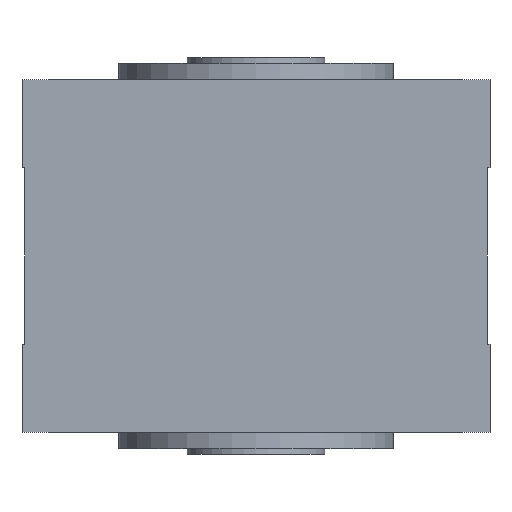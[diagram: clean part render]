
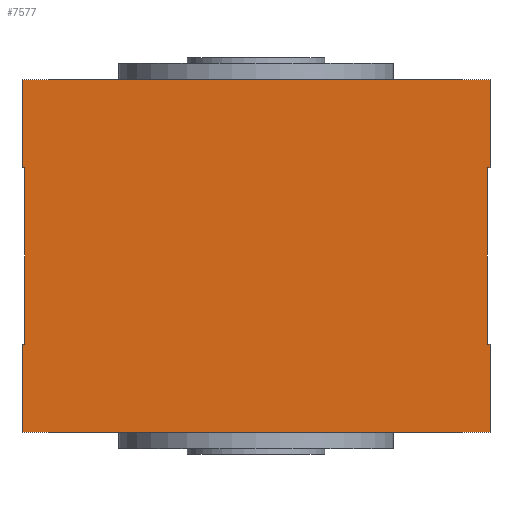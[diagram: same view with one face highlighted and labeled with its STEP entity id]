
A CAD part, front view. The second image highlights one B-rep face of the part: STEP entity #7577.
In plain terms, the highlighted planar face has unit normal (0, -1, 0).
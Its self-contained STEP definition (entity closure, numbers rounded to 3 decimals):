
#22=DIRECTION('',(0.,0.,-1.));
#23=VECTOR('',#22,16.);
#24=CARTESIAN_POINT('',(42.5,-61.75,32.));
#25=LINE('',#24,#23);
#114=DIRECTION('',(0.,0.,1.));
#115=VECTOR('',#114,32.);
#116=CARTESIAN_POINT('',(42.,-61.75,-16.));
#117=LINE('',#116,#115);
#118=DIRECTION('',(-1.,0.,0.));
#119=VECTOR('',#118,0.5);
#120=CARTESIAN_POINT('',(42.5,-61.75,-16.));
#121=LINE('',#120,#119);
#122=DIRECTION('',(0.,0.,1.));
#123=VECTOR('',#122,16.);
#124=CARTESIAN_POINT('',(42.5,-61.75,-32.));
#125=LINE('',#124,#123);
#126=DIRECTION('',(-1.,0.,0.));
#127=VECTOR('',#126,0.5);
#128=CARTESIAN_POINT('',(-42.,-61.75,-16.));
#129=LINE('',#128,#127);
#130=DIRECTION('',(0.,0.,-1.));
#131=VECTOR('',#130,32.);
#132=CARTESIAN_POINT('',(-42.,-61.75,16.));
#133=LINE('',#132,#131);
#134=DIRECTION('',(1.,0.,0.));
#135=VECTOR('',#134,0.5);
#136=CARTESIAN_POINT('',(-42.5,-61.75,16.));
#137=LINE('',#136,#135);
#138=DIRECTION('',(1.,0.,0.));
#139=VECTOR('',#138,0.5);
#140=CARTESIAN_POINT('',(42.,-61.75,16.));
#141=LINE('',#140,#139);
#568=DIRECTION('',(1.,0.,0.));
#569=VECTOR('',#568,85.);
#570=CARTESIAN_POINT('',(-42.5,-61.75,32.));
#571=LINE('',#570,#569);
#2503=DIRECTION('',(-1.,0.,0.));
#2504=VECTOR('',#2503,85.);
#2505=CARTESIAN_POINT('',(42.5,-61.75,-32.));
#2506=LINE('',#2505,#2504);
#3888=DIRECTION('',(0.,0.,1.));
#3889=VECTOR('',#3888,16.);
#3890=CARTESIAN_POINT('',(-42.5,-61.75,-32.));
#3891=LINE('',#3890,#3889);
#3924=DIRECTION('',(0.,0.,1.));
#3925=VECTOR('',#3924,16.);
#3926=CARTESIAN_POINT('',(-42.5,-61.75,16.));
#3927=LINE('',#3926,#3925);
#5664=CARTESIAN_POINT('',(42.5,-61.75,16.));
#5666=VERTEX_POINT('',#5664);
#6328=CARTESIAN_POINT('',(42.,-61.75,16.));
#6329=VERTEX_POINT('',#6328);
#6330=CARTESIAN_POINT('',(42.,-61.75,-16.));
#6331=VERTEX_POINT('',#6330);
#6332=CARTESIAN_POINT('',(42.5,-61.75,-16.));
#6333=VERTEX_POINT('',#6332);
#6340=CARTESIAN_POINT('',(-42.,-61.75,-16.));
#6341=CARTESIAN_POINT('',(-42.5,-61.75,-16.));
#6342=VERTEX_POINT('',#6340);
#6343=VERTEX_POINT('',#6341);
#6344=CARTESIAN_POINT('',(-42.,-61.75,16.));
#6345=VERTEX_POINT('',#6344);
#6346=CARTESIAN_POINT('',(-42.5,-61.75,16.));
#6347=VERTEX_POINT('',#6346);
#7068=CARTESIAN_POINT('',(-42.5,-61.75,-32.));
#7070=VERTEX_POINT('',#7068);
#7072=CARTESIAN_POINT('',(-42.5,-61.75,32.));
#7074=VERTEX_POINT('',#7072);
#7076=CARTESIAN_POINT('',(42.5,-61.75,32.));
#7077=VERTEX_POINT('',#7076);
#7086=CARTESIAN_POINT('',(42.5,-61.75,-32.));
#7087=VERTEX_POINT('',#7086);
#7548=CARTESIAN_POINT('',(42.5,-61.75,32.));
#7549=DIRECTION('',(0.,1.,0.));
#7550=DIRECTION('',(-1.,0.,0.));
#7551=AXIS2_PLACEMENT_3D('',#7548,#7549,#7550);
#7552=PLANE('',#7551);
#7554=ORIENTED_EDGE('',*,*,#7553,.F.);
#7556=ORIENTED_EDGE('',*,*,#7555,.F.);
#7557=ORIENTED_EDGE('',*,*,#7425,.F.);
#7559=ORIENTED_EDGE('',*,*,#7558,.T.);
#7561=ORIENTED_EDGE('',*,*,#7560,.T.);
#7563=ORIENTED_EDGE('',*,*,#7562,.F.);
#7565=ORIENTED_EDGE('',*,*,#7564,.F.);
#7567=ORIENTED_EDGE('',*,*,#7566,.F.);
#7569=ORIENTED_EDGE('',*,*,#7568,.T.);
#7571=ORIENTED_EDGE('',*,*,#7570,.T.);
#7572=ORIENTED_EDGE('',*,*,#7393,.T.);
#7574=ORIENTED_EDGE('',*,*,#7573,.F.);
#7575=EDGE_LOOP('',(#7554,#7556,#7557,#7559,#7561,#7563,#7565,#7567,#7569,#7571,
#7572,#7574));
#7576=FACE_OUTER_BOUND('',#7575,.F.);
#7577=ADVANCED_FACE('',(#7576),#7552,.F.);
#7393=EDGE_CURVE('',#7077,#5666,#25,.T.);
#7425=EDGE_CURVE('',#7087,#6333,#125,.T.);
#7553=EDGE_CURVE('',#6331,#6329,#117,.T.);
#7555=EDGE_CURVE('',#6333,#6331,#121,.T.);
#7558=EDGE_CURVE('',#7087,#7070,#2506,.T.);
#7560=EDGE_CURVE('',#7070,#6343,#3891,.T.);
#7562=EDGE_CURVE('',#6342,#6343,#129,.T.);
#7564=EDGE_CURVE('',#6345,#6342,#133,.T.);
#7566=EDGE_CURVE('',#6347,#6345,#137,.T.);
#7568=EDGE_CURVE('',#6347,#7074,#3927,.T.);
#7570=EDGE_CURVE('',#7074,#7077,#571,.T.);
#7573=EDGE_CURVE('',#6329,#5666,#141,.T.);
